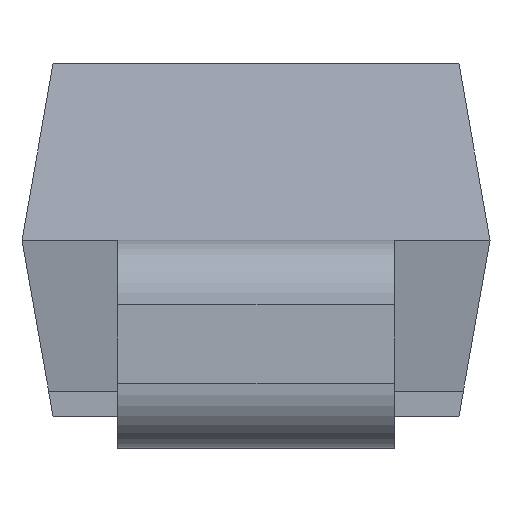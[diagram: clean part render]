
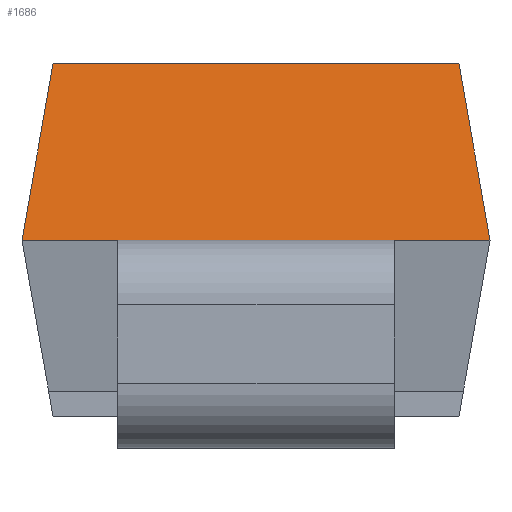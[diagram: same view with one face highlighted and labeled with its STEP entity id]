
A CAD part, left-side view. The second image highlights one B-rep face of the part: STEP entity #1686.
In plain terms, the highlighted planar face has unit normal (-0.985, 0, 0.174).
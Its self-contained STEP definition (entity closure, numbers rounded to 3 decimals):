
#175=FACE_OUTER_BOUND('',#263,.T.);
#263=EDGE_LOOP('',(#1447,#1448,#1449,#1450,#1451,#1452));
#278=LINE('',#2150,#458);
#303=LINE('',#2285,#483);
#390=LINE('',#2723,#570);
#438=LINE('',#2837,#618);
#441=LINE('',#2840,#621);
#444=LINE('',#2846,#624);
#458=VECTOR('',#1797,2.42);
#483=VECTOR('',#1826,1.082);
#570=VECTOR('',#1999,1.65);
#618=VECTOR('',#2103,0.57);
#621=VECTOR('',#2106,0.57);
#624=VECTOR('',#2115,1.082);
#635=VERTEX_POINT('',#2147);
#636=VERTEX_POINT('',#2149);
#677=VERTEX_POINT('',#2284);
#728=VERTEX_POINT('',#2675);
#740=VERTEX_POINT('',#2721);
#778=VERTEX_POINT('',#2836);
#790=EDGE_CURVE('',#636,#635,#278,.T.);
#833=EDGE_CURVE('',#677,#636,#303,.T.);
#946=EDGE_CURVE('',#740,#728,#390,.T.);
#1002=EDGE_CURVE('',#778,#740,#438,.T.);
#1005=EDGE_CURVE('',#728,#677,#441,.T.);
#1008=EDGE_CURVE('',#778,#635,#444,.T.);
#1447=ORIENTED_EDGE('',*,*,#790,.T.);
#1448=ORIENTED_EDGE('',*,*,#1008,.F.);
#1449=ORIENTED_EDGE('',*,*,#1002,.T.);
#1450=ORIENTED_EDGE('',*,*,#946,.T.);
#1451=ORIENTED_EDGE('',*,*,#1005,.T.);
#1452=ORIENTED_EDGE('',*,*,#833,.T.);
#1530=PLANE('',#1772);
#1686=ADVANCED_FACE('',(#175),#1530,.T.);
#1772=AXIS2_PLACEMENT_3D('',#2845,#2113,#2114);
#1797=DIRECTION('',(0.,1.,0.));
#1826=DIRECTION('',(0.171,0.171,0.97));
#1999=DIRECTION('',(0.,-1.,0.));
#2103=DIRECTION('',(0.,-1.,0.));
#2106=DIRECTION('',(0.,-1.,0.));
#2113=DIRECTION('center_axis',(-0.985,0.,0.174));
#2114=DIRECTION('ref_axis',(0.,-1.,0.));
#2115=DIRECTION('',(0.171,-0.171,0.97));
#2147=CARTESIAN_POINT('',(-2.065,1.21,1.05));
#2149=CARTESIAN_POINT('',(-2.065,-1.21,1.05));
#2150=CARTESIAN_POINT('',(-2.065,1.395,1.05));
#2284=CARTESIAN_POINT('',(-2.25,-1.395,0.));
#2285=CARTESIAN_POINT('',(-2.184,-1.329,0.374));
#2675=CARTESIAN_POINT('',(-2.25,-0.825,0.));
#2721=CARTESIAN_POINT('',(-2.25,0.825,0.));
#2723=CARTESIAN_POINT('',(-2.25,1.395,0.));
#2836=CARTESIAN_POINT('',(-2.25,1.395,0.));
#2837=CARTESIAN_POINT('',(-2.25,1.395,0.));
#2840=CARTESIAN_POINT('',(-2.25,1.395,0.));
#2845=CARTESIAN_POINT('Origin',(-2.25,-1.395,0.));
#2846=CARTESIAN_POINT('',(-2.209,1.354,0.232));
